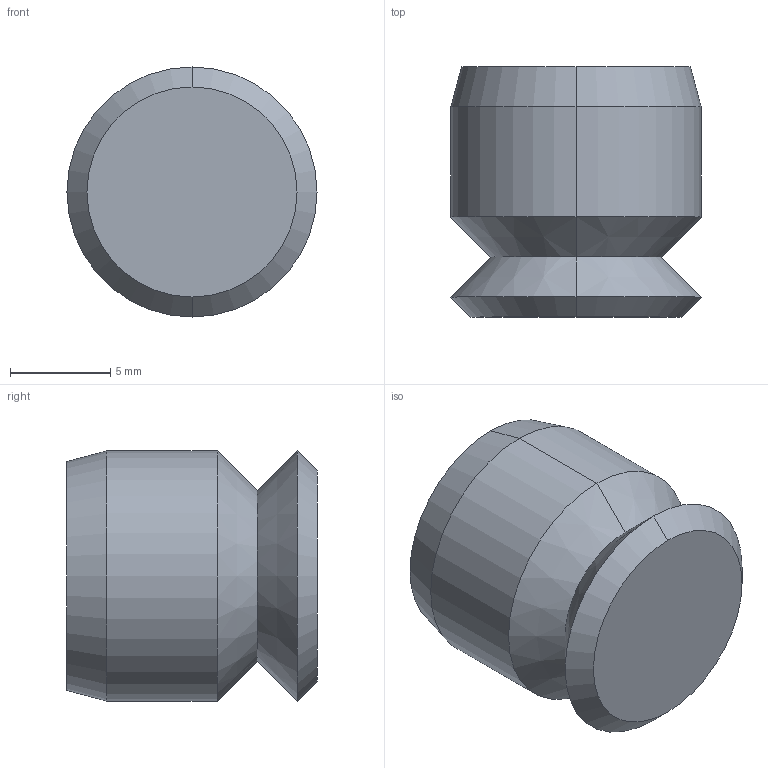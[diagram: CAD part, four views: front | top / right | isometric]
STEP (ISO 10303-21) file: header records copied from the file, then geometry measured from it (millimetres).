
FILE_DESCRIPTION (( 'STEP AP214' ), '1' );
FILE_NAME ('OM-004-020-110_01.STEP', '2024-10-12T18:33:19', ( '' ), ( '' ), 'SwSTEP 2.0', 'SolidWorks 2022', '' );
FILE_SCHEMA (( 'AUTOMOTIVE_DESIGN' ));
Length unit declared in the file: millimetre
Products named in the file (1): OM-004-020-110_01
Bounding box: 12.5 x 12.5 x 12.5 mm (x, y, z)
Volume: 1277.5 mm3; surface area: 809.2 mm2
Topology: 1 solids, 1 shells, 18 faces, 36 edges, 19 vertices
Faces by surface type: cone 12, cylinder 4, plane 2
Entity records: 504 total; most frequent: DIRECTION 90, CARTESIAN_POINT 72, ORIENTED_EDGE 68, AXIS2_PLACEMENT_3D 37, EDGE_CURVE 34, EDGE_LOOP 19, VERTEX_POINT 19, FACE_OUTER_BOUND 18
